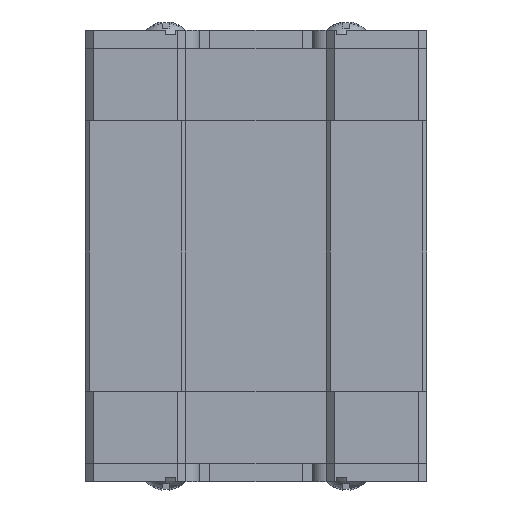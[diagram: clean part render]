
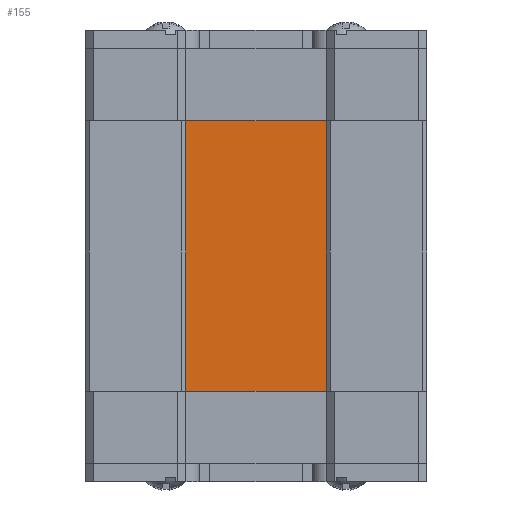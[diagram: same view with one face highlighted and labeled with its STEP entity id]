
A CAD part, front view. The second image highlights one B-rep face of the part: STEP entity #155.
In plain terms, the highlighted planar face has unit normal (0, -1, 0).
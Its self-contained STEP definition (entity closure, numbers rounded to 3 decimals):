
#155=ADVANCED_FACE('',(#547),#549,.F.);
#547=FACE_BOUND('',#548,.T.);
#548=EDGE_LOOP('',(#2217,#2218,#2219,#2220));
#549=PLANE('',#550);
#550=AXIS2_PLACEMENT_3D('',#551,#552,#553);
#551=CARTESIAN_POINT('',(0.,-0.05,6.75));
#552=DIRECTION('',(0.,1.,0.));
#553=DIRECTION('',(-1.,0.,0.));
#2217=ORIENTED_EDGE('',*,*,#3529,.T.);
#2218=ORIENTED_EDGE('',*,*,#3530,.T.);
#2219=ORIENTED_EDGE('',*,*,#3531,.F.);
#2220=ORIENTED_EDGE('',*,*,#3532,.F.);
#3529=EDGE_CURVE('',#4241,#4242,#4243,.T.);
#3530=EDGE_CURVE('',#4242,#4244,#4245,.T.);
#3531=EDGE_CURVE('',#4246,#4244,#4247,.T.);
#3532=EDGE_CURVE('',#4241,#4246,#4248,.T.);
#4241=VERTEX_POINT('',#6283);
#4242=VERTEX_POINT('',#6284);
#4243=LINE('',#6285,#6286);
#4244=VERTEX_POINT('',#6288);
#4245=LINE('',#6289,#6290);
#4246=VERTEX_POINT('',#6292);
#4247=LINE('',#6293,#6294);
#4248=LINE('',#6296,#6297);
#6283=CARTESIAN_POINT('',(-3.5,-0.05,6.75));
#6284=CARTESIAN_POINT('',(-3.5,-0.05,-6.75));
#6285=CARTESIAN_POINT('',(-3.5,-0.05,6.75));
#6286=VECTOR('',#6287,1.);
#6287=DIRECTION('',(0.,0.,-1.));
#6288=CARTESIAN_POINT('',(3.5,-0.05,-6.75));
#6289=CARTESIAN_POINT('',(-3.5,-0.05,-6.75));
#6290=VECTOR('',#6291,1.);
#6291=DIRECTION('',(1.,0.,0.));
#6292=CARTESIAN_POINT('',(3.5,-0.05,6.75));
#6293=CARTESIAN_POINT('',(3.5,-0.05,6.75));
#6294=VECTOR('',#6295,1.);
#6295=DIRECTION('',(0.,0.,-1.));
#6296=CARTESIAN_POINT('',(-3.5,-0.05,6.75));
#6297=VECTOR('',#6298,1.);
#6298=DIRECTION('',(1.,0.,0.));
